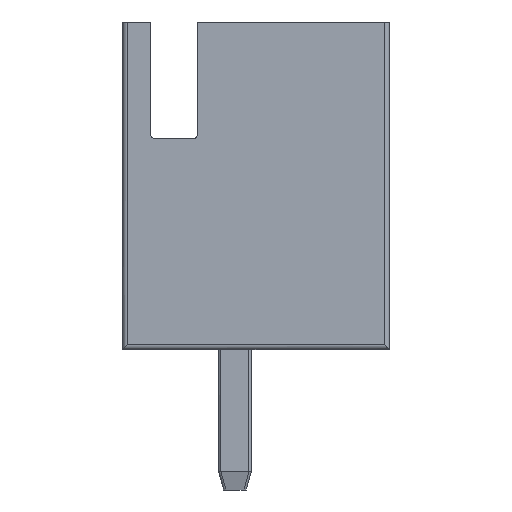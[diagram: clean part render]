
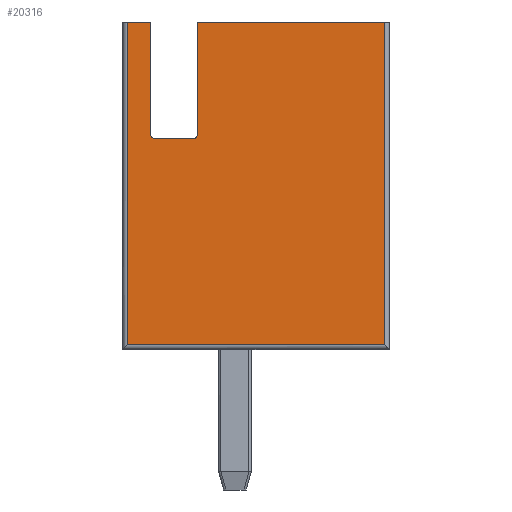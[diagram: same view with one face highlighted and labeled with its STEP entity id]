
A CAD part, left-side view. The second image highlights one B-rep face of the part: STEP entity #20316.
In plain terms, the highlighted planar face has unit normal (-1, 0, 0).
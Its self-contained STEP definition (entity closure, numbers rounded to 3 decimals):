
#346 = VERTEX_POINT ( 'NONE', #28612 ) ;
#609 = VERTEX_POINT ( 'NONE', #28140 ) ;
#656 = CARTESIAN_POINT ( 'NONE',  ( -2.5, 2.3, 7. ) ) ;
#1291 = DIRECTION ( 'NONE',  ( 0., -1., 0. ) ) ;
#1537 = AXIS2_PLACEMENT_3D ( 'NONE', #14196, #16828, #27766 ) ;
#2881 = DIRECTION ( 'NONE',  ( 1., 0., 0. ) ) ;
#3642 = VERTEX_POINT ( 'NONE', #17241 ) ;
#3886 = CARTESIAN_POINT ( 'NONE',  ( -2.5, 0.8, 7. ) ) ;
#3933 = CARTESIAN_POINT ( 'NONE',  ( -2.5, 0.9, 4.6 ) ) ;
#4409 = CARTESIAN_POINT ( 'NONE',  ( -2.5, 2.4, 7. ) ) ;
#4431 = DIRECTION ( 'NONE',  ( 0., -1., 0. ) ) ;
#4504 = CARTESIAN_POINT ( 'NONE',  ( -2.5, -3.2, 7. ) ) ;
#4925 = DIRECTION ( 'NONE',  ( 0., 0., -1. ) ) ;
#5755 = LINE ( 'NONE', #14769, #25931 ) ;
#6088 = VERTEX_POINT ( 'NONE', #16062 ) ;
#6205 = LINE ( 'NONE', #4409, #21271 ) ;
#7414 = EDGE_CURVE ( 'NONE', #22062, #19849, #14042, .T. ) ;
#7448 = EDGE_CURVE ( 'NONE', #28068, #17685, #5755, .T. ) ;
#7528 = ORIENTED_EDGE ( 'NONE', *, *, #21376, .F. ) ;
#7811 = DIRECTION ( 'NONE',  ( 0., 0., -1. ) ) ;
#8527 = EDGE_CURVE ( 'NONE', #346, #6088, #12260, .T. ) ;
#9016 = CARTESIAN_POINT ( 'NONE',  ( -2.5, 2.4, 7. ) ) ;
#9172 = LINE ( 'NONE', #11818, #29071 ) ;
#9318 = EDGE_CURVE ( 'NONE', #19849, #18238, #9172, .T. ) ;
#9454 = EDGE_CURVE ( 'NONE', #16607, #22062, #27394, .T. ) ;
#10523 = CARTESIAN_POINT ( 'NONE',  ( -2.5, 2.4, 7. ) ) ;
#10992 = ORIENTED_EDGE ( 'NONE', *, *, #19497, .F. ) ;
#10999 = VECTOR ( 'NONE', #1291, 1000. ) ;
#11798 = AXIS2_PLACEMENT_3D ( 'NONE', #9016, #27149, #17833 ) ;
#11818 = CARTESIAN_POINT ( 'NONE',  ( -2.5, -3.2, 7. ) ) ;
#11927 = DIRECTION ( 'NONE',  ( 0., 1., 0. ) ) ;
#12260 = LINE ( 'NONE', #25712, #20521 ) ;
#12311 = EDGE_CURVE ( 'NONE', #28068, #609, #20911, .T. ) ;
#13570 = ORIENTED_EDGE ( 'NONE', *, *, #22657, .F. ) ;
#14042 = LINE ( 'NONE', #23061, #20204 ) ;
#14196 = CARTESIAN_POINT ( 'NONE',  ( -2.5, 1.7, 4.6 ) ) ;
#14752 = ORIENTED_EDGE ( 'NONE', *, *, #7448, .F. ) ;
#14769 = CARTESIAN_POINT ( 'NONE',  ( -2.5, 0.8, 7. ) ) ;
#14907 = CARTESIAN_POINT ( 'NONE',  ( -2.5, 1.8, 4.5 ) ) ;
#15090 = LINE ( 'NONE', #10523, #10999 ) ;
#15601 = CARTESIAN_POINT ( 'NONE',  ( -2.5, -3.2, 0.1 ) ) ;
#15950 = VECTOR ( 'NONE', #24097, 1000. ) ;
#16062 = CARTESIAN_POINT ( 'NONE',  ( -2.5, 1.8, 4.6 ) ) ;
#16205 = DIRECTION ( 'NONE',  ( 0., 0., 1. ) ) ;
#16575 = ORIENTED_EDGE ( 'NONE', *, *, #8527, .F. ) ;
#16607 = VERTEX_POINT ( 'NONE', #656 ) ;
#16812 = VECTOR ( 'NONE', #4925, 1000. ) ;
#16828 = DIRECTION ( 'NONE',  ( 1., 0., 0. ) ) ;
#16978 = EDGE_CURVE ( 'NONE', #3642, #6088, #19060, .T. ) ;
#17241 = CARTESIAN_POINT ( 'NONE',  ( -2.5, 1.7, 4.5 ) ) ;
#17685 = VERTEX_POINT ( 'NONE', #3886 ) ;
#17833 = DIRECTION ( 'NONE',  ( 0., 1., 0. ) ) ;
#18045 = ORIENTED_EDGE ( 'NONE', *, *, #7414, .T. ) ;
#18238 = VERTEX_POINT ( 'NONE', #4504 ) ;
#18526 = CARTESIAN_POINT ( 'NONE',  ( -2.5, 2.3, 7. ) ) ;
#18603 = DIRECTION ( 'NONE',  ( 0., 0., 1. ) ) ;
#19060 = CIRCLE ( 'NONE', #1537, 0.1 ) ;
#19359 = FACE_OUTER_BOUND ( 'NONE', #20307, .T. ) ;
#19497 = EDGE_CURVE ( 'NONE', #3642, #609, #28493, .T. ) ;
#19849 = VERTEX_POINT ( 'NONE', #15601 ) ;
#20204 = VECTOR ( 'NONE', #4431, 1000. ) ;
#20307 = EDGE_LOOP ( 'NONE', ( #18045, #24972, #7528, #14752, #27298, #10992, #23325, #16575, #13570, #22539 ) ) ;
#20316 = ADVANCED_FACE ( 'NONE', ( #19359 ), #24810, .F. ) ;
#20521 = VECTOR ( 'NONE', #7811, 1000. ) ;
#20911 = CIRCLE ( 'NONE', #21895, 0.1 ) ;
#21271 = VECTOR ( 'NONE', #28656, 1000. ) ;
#21376 = EDGE_CURVE ( 'NONE', #17685, #18238, #6205, .T. ) ;
#21895 = AXIS2_PLACEMENT_3D ( 'NONE', #3933, #2881, #11927 ) ;
#22062 = VERTEX_POINT ( 'NONE', #28480 ) ;
#22539 = ORIENTED_EDGE ( 'NONE', *, *, #9454, .T. ) ;
#22657 = EDGE_CURVE ( 'NONE', #16607, #346, #15090, .T. ) ;
#23061 = CARTESIAN_POINT ( 'NONE',  ( -2.5, 2.4, 0.1 ) ) ;
#23325 = ORIENTED_EDGE ( 'NONE', *, *, #16978, .T. ) ;
#24097 = DIRECTION ( 'NONE',  ( 0., -1., 0. ) ) ;
#24810 = PLANE ( 'NONE',  #11798 ) ;
#24972 = ORIENTED_EDGE ( 'NONE', *, *, #9318, .T. ) ;
#25444 = CARTESIAN_POINT ( 'NONE',  ( -2.5, 0.8, 4.6 ) ) ;
#25712 = CARTESIAN_POINT ( 'NONE',  ( -2.5, 1.8, 7. ) ) ;
#25931 = VECTOR ( 'NONE', #18603, 1000. ) ;
#27149 = DIRECTION ( 'NONE',  ( 1., 0., 0. ) ) ;
#27298 = ORIENTED_EDGE ( 'NONE', *, *, #12311, .T. ) ;
#27394 = LINE ( 'NONE', #18526, #16812 ) ;
#27766 = DIRECTION ( 'NONE',  ( 0., 1., 0. ) ) ;
#28068 = VERTEX_POINT ( 'NONE', #25444 ) ;
#28140 = CARTESIAN_POINT ( 'NONE',  ( -2.5, 0.9, 4.5 ) ) ;
#28480 = CARTESIAN_POINT ( 'NONE',  ( -2.5, 2.3, 0.1 ) ) ;
#28493 = LINE ( 'NONE', #14907, #15950 ) ;
#28612 = CARTESIAN_POINT ( 'NONE',  ( -2.5, 1.8, 7. ) ) ;
#28656 = DIRECTION ( 'NONE',  ( 0., -1., 0. ) ) ;
#29071 = VECTOR ( 'NONE', #16205, 1000. ) ;
